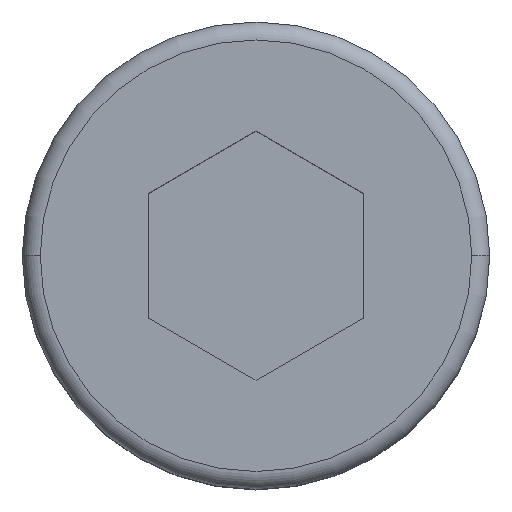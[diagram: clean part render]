
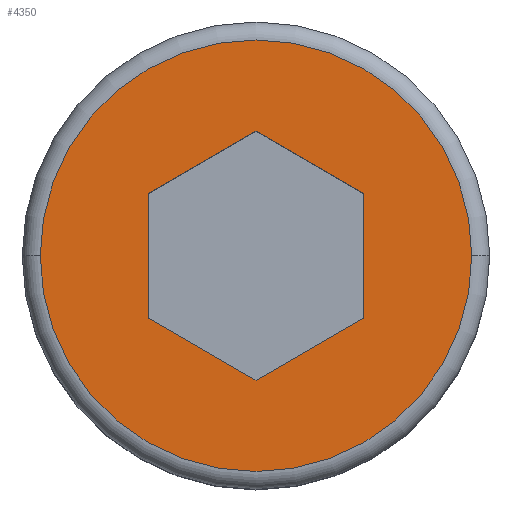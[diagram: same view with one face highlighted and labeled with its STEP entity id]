
A CAD part, top view. The second image highlights one B-rep face of the part: STEP entity #4350.
In plain terms, the highlighted planar face has unit normal (0, 0, 1).
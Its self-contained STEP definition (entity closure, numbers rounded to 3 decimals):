
#68 = FACE_OUTER_BOUND ( 'NONE', #344, .T. ) ;
#227 = DIRECTION ( 'NONE',  ( 1., 0., 0. ) ) ;
#318 = VECTOR ( 'NONE', #2853, 1000. ) ;
#344 = EDGE_LOOP ( 'NONE', ( #2944, #2740 ) ) ;
#360 = DIRECTION ( 'NONE',  ( 0., 0., 1. ) ) ;
#420 = FACE_BOUND ( 'NONE', #642, .T. ) ;
#490 = CARTESIAN_POINT ( 'NONE',  ( 3., 1.732, 0. ) ) ;
#574 = VERTEX_POINT ( 'NONE', #3457 ) ;
#642 = EDGE_LOOP ( 'NONE', ( #2196, #923, #3772, #4309, #3707, #4444 ) ) ;
#726 = CARTESIAN_POINT ( 'NONE',  ( 0., 0., 0. ) ) ;
#798 = EDGE_CURVE ( 'NONE', #4609, #574, #2655, .T. ) ;
#842 = CARTESIAN_POINT ( 'NONE',  ( -3., -1.732, 0. ) ) ;
#854 = CARTESIAN_POINT ( 'NONE',  ( -3., -1.732, 0. ) ) ;
#923 = ORIENTED_EDGE ( 'NONE', *, *, #3633, .F. ) ;
#971 = VECTOR ( 'NONE', #2822, 1000. ) ;
#977 = VECTOR ( 'NONE', #2469, 1000. ) ;
#1113 = CARTESIAN_POINT ( 'NONE',  ( -6., 0., 0. ) ) ;
#1120 = CARTESIAN_POINT ( 'NONE',  ( 0., 3.464, 0. ) ) ;
#1152 = DIRECTION ( 'NONE',  ( -0.866, -0.5, 0. ) ) ;
#1184 = EDGE_CURVE ( 'NONE', #3456, #3862, #3487, .T. ) ;
#1206 = LINE ( 'NONE', #1120, #3483 ) ;
#1355 = CARTESIAN_POINT ( 'NONE',  ( 3., 1.732, 0. ) ) ;
#1404 = VECTOR ( 'NONE', #2632, 1000. ) ;
#1645 = AXIS2_PLACEMENT_3D ( 'NONE', #4759, #3643, #227 ) ;
#1680 = EDGE_CURVE ( 'NONE', #574, #3874, #3255, .T. ) ;
#1717 = EDGE_CURVE ( 'NONE', #4648, #4668, #2049, .T. ) ;
#1773 = VERTEX_POINT ( 'NONE', #2500 ) ;
#1820 = LINE ( 'NONE', #842, #971 ) ;
#1906 = DIRECTION ( 'NONE',  ( 1., 0., 0. ) ) ;
#1925 = EDGE_CURVE ( 'NONE', #3862, #4609, #1820, .T. ) ;
#1933 = CARTESIAN_POINT ( 'NONE',  ( 6., 0., 0. ) ) ;
#2049 = CIRCLE ( 'NONE', #1645, 6. ) ;
#2085 = CARTESIAN_POINT ( 'NONE',  ( 0., -3.464, 0. ) ) ;
#2196 = ORIENTED_EDGE ( 'NONE', *, *, #1184, .F. ) ;
#2229 = VECTOR ( 'NONE', #2458, 1000. ) ;
#2296 = DIRECTION ( 'NONE',  ( 1., 0., 0. ) ) ;
#2338 = EDGE_CURVE ( 'NONE', #4668, #4648, #4164, .T. ) ;
#2458 = DIRECTION ( 'NONE',  ( 0., 1., 0. ) ) ;
#2469 = DIRECTION ( 'NONE',  ( 0.866, 0.5, 0. ) ) ;
#2500 = CARTESIAN_POINT ( 'NONE',  ( 0., 3.464, 0. ) ) ;
#2598 = CARTESIAN_POINT ( 'NONE',  ( 0., 0., 0. ) ) ;
#2599 = PLANE ( 'NONE',  #3652 ) ;
#2632 = DIRECTION ( 'NONE',  ( 0., -1., 0. ) ) ;
#2655 = LINE ( 'NONE', #2085, #977 ) ;
#2740 = ORIENTED_EDGE ( 'NONE', *, *, #1717, .T. ) ;
#2769 = AXIS2_PLACEMENT_3D ( 'NONE', #2598, #3442, #2296 ) ;
#2822 = DIRECTION ( 'NONE',  ( 0.866, -0.5, 0. ) ) ;
#2853 = DIRECTION ( 'NONE',  ( -0.866, 0.5, 0. ) ) ;
#2944 = ORIENTED_EDGE ( 'NONE', *, *, #2338, .T. ) ;
#3255 = LINE ( 'NONE', #4384, #2229 ) ;
#3317 = CARTESIAN_POINT ( 'NONE',  ( -3., 1.732, 0. ) ) ;
#3442 = DIRECTION ( 'NONE',  ( 0., 0., 1. ) ) ;
#3456 = VERTEX_POINT ( 'NONE', #3317 ) ;
#3457 = CARTESIAN_POINT ( 'NONE',  ( 3., -1.732, 0. ) ) ;
#3468 = CARTESIAN_POINT ( 'NONE',  ( 0., -3.464, 0. ) ) ;
#3483 = VECTOR ( 'NONE', #1152, 1000. ) ;
#3487 = LINE ( 'NONE', #4494, #1404 ) ;
#3614 = LINE ( 'NONE', #1355, #318 ) ;
#3633 = EDGE_CURVE ( 'NONE', #1773, #3456, #1206, .T. ) ;
#3643 = DIRECTION ( 'NONE',  ( 0., 0., 1. ) ) ;
#3652 = AXIS2_PLACEMENT_3D ( 'NONE', #726, #360, #1906 ) ;
#3707 = ORIENTED_EDGE ( 'NONE', *, *, #798, .F. ) ;
#3772 = ORIENTED_EDGE ( 'NONE', *, *, #3968, .F. ) ;
#3862 = VERTEX_POINT ( 'NONE', #854 ) ;
#3874 = VERTEX_POINT ( 'NONE', #490 ) ;
#3968 = EDGE_CURVE ( 'NONE', #3874, #1773, #3614, .T. ) ;
#4164 = CIRCLE ( 'NONE', #2769, 6. ) ;
#4309 = ORIENTED_EDGE ( 'NONE', *, *, #1680, .F. ) ;
#4350 = ADVANCED_FACE ( 'NONE', ( #68, #420 ), #2599, .T. ) ;
#4384 = CARTESIAN_POINT ( 'NONE',  ( 3., -1.732, 0. ) ) ;
#4444 = ORIENTED_EDGE ( 'NONE', *, *, #1925, .F. ) ;
#4494 = CARTESIAN_POINT ( 'NONE',  ( -3., 1.732, 0. ) ) ;
#4609 = VERTEX_POINT ( 'NONE', #3468 ) ;
#4648 = VERTEX_POINT ( 'NONE', #1113 ) ;
#4668 = VERTEX_POINT ( 'NONE', #1933 ) ;
#4759 = CARTESIAN_POINT ( 'NONE',  ( 0., 0., 0. ) ) ;
